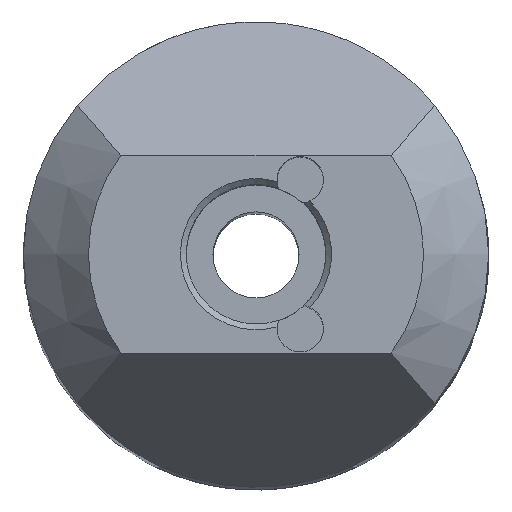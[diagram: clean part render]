
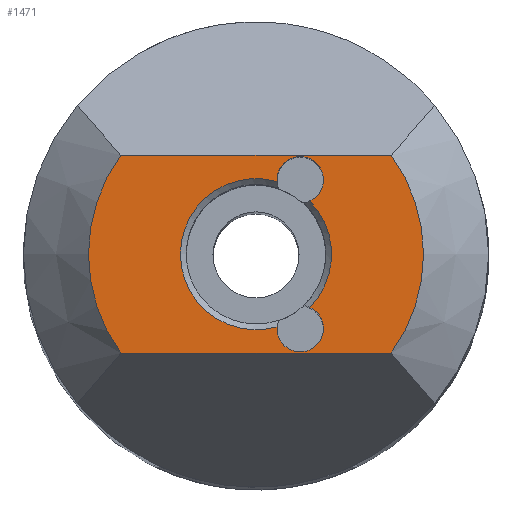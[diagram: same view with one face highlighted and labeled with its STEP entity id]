
A CAD part, top view. The second image highlights one B-rep face of the part: STEP entity #1471.
In plain terms, the highlighted planar face has unit normal (0, 0, 1).
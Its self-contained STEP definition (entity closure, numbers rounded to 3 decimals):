
#28 = CARTESIAN_POINT ( 'NONE',  ( 0., 0., 90. ) ) ;
#54 = DIRECTION ( 'NONE',  ( 1., 0., 0. ) ) ;
#67 = EDGE_CURVE ( 'NONE', #288, #956, #1582, .T. ) ;
#75 = AXIS2_PLACEMENT_3D ( 'NONE', #1787, #664, #318 ) ;
#116 = ORIENTED_EDGE ( 'NONE', *, *, #971, .F. ) ;
#187 = EDGE_CURVE ( 'NONE', #1435, #795, #1408, .T. ) ;
#211 = ORIENTED_EDGE ( 'NONE', *, *, #903, .T. ) ;
#214 = CARTESIAN_POINT ( 'NONE',  ( 1.9, 3.2, 90. ) ) ;
#226 = VECTOR ( 'NONE', #1464, 1000. ) ;
#284 = ORIENTED_EDGE ( 'NONE', *, *, #187, .F. ) ;
#288 = VERTEX_POINT ( 'NONE', #736 ) ;
#318 = DIRECTION ( 'NONE',  ( 1., 0., 0. ) ) ;
#342 = CARTESIAN_POINT ( 'NONE',  ( 2.309, -2.287, 90. ) ) ;
#360 = CIRCLE ( 'NONE', #1800, 7.2 ) ;
#404 = AXIS2_PLACEMENT_3D ( 'NONE', #1969, #543, #1321 ) ;
#440 = EDGE_CURVE ( 'NONE', #1947, #774, #810, .T. ) ;
#520 = DIRECTION ( 'NONE',  ( 0., 0., 1. ) ) ;
#521 = DIRECTION ( 'NONE',  ( 1., 0., 0. ) ) ;
#530 = FACE_OUTER_BOUND ( 'NONE', #925, .T. ) ;
#543 = DIRECTION ( 'NONE',  ( 0., 0., 1. ) ) ;
#548 = CIRCLE ( 'NONE', #75, 3.25 ) ;
#554 = CARTESIAN_POINT ( 'NONE',  ( 0., 0., 90. ) ) ;
#576 = CARTESIAN_POINT ( 'NONE',  ( -5.812, 4.25, 90. ) ) ;
#610 = ORIENTED_EDGE ( 'NONE', *, *, #949, .T. ) ;
#623 = CARTESIAN_POINT ( 'NONE',  ( 5.812, 4.25, 90. ) ) ;
#664 = DIRECTION ( 'NONE',  ( 0., 0., -1. ) ) ;
#736 = CARTESIAN_POINT ( 'NONE',  ( -5.812, -4.25, 90. ) ) ;
#774 = VERTEX_POINT ( 'NONE', #623 ) ;
#775 = AXIS2_PLACEMENT_3D ( 'NONE', #214, #520, #1342 ) ;
#795 = VERTEX_POINT ( 'NONE', #1898 ) ;
#799 = AXIS2_PLACEMENT_3D ( 'NONE', #1145, #1154, #54 ) ;
#803 = DIRECTION ( 'NONE',  ( 0., 0., -1. ) ) ;
#810 = LINE ( 'NONE', #1609, #226 ) ;
#815 = CARTESIAN_POINT ( 'NONE',  ( 0., 0., 90. ) ) ;
#894 = AXIS2_PLACEMENT_3D ( 'NONE', #815, #1952, #521 ) ;
#903 = EDGE_CURVE ( 'NONE', #1517, #795, #1724, .T. ) ;
#925 = EDGE_LOOP ( 'NONE', ( #1748, #610, #1284, #1101 ) ) ;
#949 = EDGE_CURVE ( 'NONE', #956, #774, #1092, .T. ) ;
#956 = VERTEX_POINT ( 'NONE', #1132 ) ;
#971 = EDGE_CURVE ( 'NONE', #1517, #1429, #1062, .T. ) ;
#985 = DIRECTION ( 'NONE',  ( 1., 0., 0. ) ) ;
#1025 = ORIENTED_EDGE ( 'NONE', *, *, #1682, .T. ) ;
#1062 = CIRCLE ( 'NONE', #799, 1. ) ;
#1092 = CIRCLE ( 'NONE', #894, 7.2 ) ;
#1101 = ORIENTED_EDGE ( 'NONE', *, *, #1523, .T. ) ;
#1110 = CARTESIAN_POINT ( 'NONE',  ( -10., -4.25, 90. ) ) ;
#1132 = CARTESIAN_POINT ( 'NONE',  ( 5.812, -4.25, 90. ) ) ;
#1145 = CARTESIAN_POINT ( 'NONE',  ( 1.9, -3.2, 90. ) ) ;
#1152 = CARTESIAN_POINT ( 'NONE',  ( 0.903, -3.122, 90. ) ) ;
#1154 = DIRECTION ( 'NONE',  ( 0., 0., 1. ) ) ;
#1197 = EDGE_LOOP ( 'NONE', ( #284, #1025, #116, #211 ) ) ;
#1284 = ORIENTED_EDGE ( 'NONE', *, *, #440, .F. ) ;
#1306 = FACE_BOUND ( 'NONE', #1197, .T. ) ;
#1321 = DIRECTION ( 'NONE',  ( 1., 0., 0. ) ) ;
#1323 = DIRECTION ( 'NONE',  ( 1., 0., 0. ) ) ;
#1341 = CARTESIAN_POINT ( 'NONE',  ( 2.309, 2.287, 90. ) ) ;
#1342 = DIRECTION ( 'NONE',  ( 1., 0., 0. ) ) ;
#1408 = CIRCLE ( 'NONE', #775, 1. ) ;
#1429 = VERTEX_POINT ( 'NONE', #342 ) ;
#1435 = VERTEX_POINT ( 'NONE', #1341 ) ;
#1464 = DIRECTION ( 'NONE',  ( 1., 0., 0. ) ) ;
#1471 = ADVANCED_FACE ( 'NONE', ( #530, #1306 ), #1938, .T. ) ;
#1517 = VERTEX_POINT ( 'NONE', #1152 ) ;
#1523 = EDGE_CURVE ( 'NONE', #1947, #288, #360, .T. ) ;
#1561 = AXIS2_PLACEMENT_3D ( 'NONE', #28, #803, #1323 ) ;
#1582 = LINE ( 'NONE', #1110, #1876 ) ;
#1609 = CARTESIAN_POINT ( 'NONE',  ( -10., 4.25, 90. ) ) ;
#1633 = DIRECTION ( 'NONE',  ( 1., 0., 0. ) ) ;
#1682 = EDGE_CURVE ( 'NONE', #1435, #1429, #548, .T. ) ;
#1724 = CIRCLE ( 'NONE', #1561, 3.25 ) ;
#1748 = ORIENTED_EDGE ( 'NONE', *, *, #67, .T. ) ;
#1787 = CARTESIAN_POINT ( 'NONE',  ( 0., 0., 90. ) ) ;
#1792 = DIRECTION ( 'NONE',  ( 0., 0., 1. ) ) ;
#1800 = AXIS2_PLACEMENT_3D ( 'NONE', #554, #1792, #1633 ) ;
#1876 = VECTOR ( 'NONE', #985, 1000. ) ;
#1898 = CARTESIAN_POINT ( 'NONE',  ( 0.903, 3.122, 90. ) ) ;
#1938 = PLANE ( 'NONE',  #404 ) ;
#1947 = VERTEX_POINT ( 'NONE', #576 ) ;
#1952 = DIRECTION ( 'NONE',  ( 0., 0., 1. ) ) ;
#1969 = CARTESIAN_POINT ( 'NONE',  ( 0., 0., 90. ) ) ;
